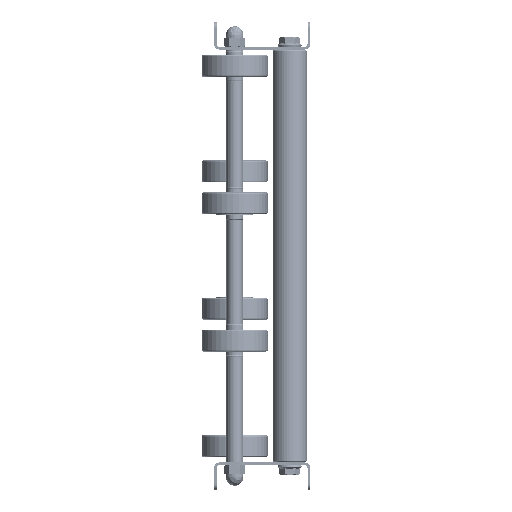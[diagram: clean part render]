
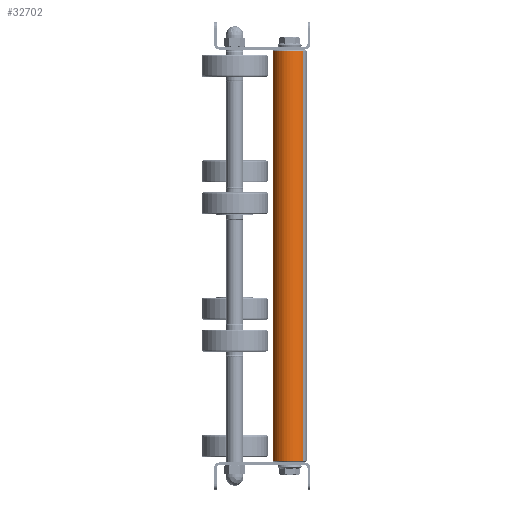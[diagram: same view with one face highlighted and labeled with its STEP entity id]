
A CAD part, left-side view. The second image highlights one B-rep face of the part: STEP entity #32702.
In plain terms, the highlighted cylindrical face has radius 12.5 mm (diameter 25 mm), a partial arc.
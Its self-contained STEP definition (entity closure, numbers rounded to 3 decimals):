
#1388 = DIRECTION ( 'NONE',  ( -1., 0., 0. ) ) ;
#2295 = VECTOR ( 'NONE', #39664, 1000. ) ;
#3194 = AXIS2_PLACEMENT_3D ( 'NONE', #30677, #1388, #27470 ) ;
#4348 = DIRECTION ( 'NONE',  ( -1., 0., 0. ) ) ;
#4527 = CARTESIAN_POINT ( 'NONE',  ( 1., 0., -12.5 ) ) ;
#6063 = EDGE_LOOP ( 'NONE', ( #23314, #40345, #41521, #27978 ) ) ;
#7131 = VECTOR ( 'NONE', #4348, 1000. ) ;
#7898 = CARTESIAN_POINT ( 'NONE',  ( 299., 0., 12.5 ) ) ;
#8557 = DIRECTION ( 'NONE',  ( -1., 0., 0. ) ) ;
#9362 = DIRECTION ( 'NONE',  ( 0., 0., -1. ) ) ;
#10232 = AXIS2_PLACEMENT_3D ( 'NONE', #16427, #39048, #9362 ) ;
#10766 = CARTESIAN_POINT ( 'NONE',  ( 300., 0., 12.5 ) ) ;
#11016 = EDGE_CURVE ( 'NONE', #31456, #14069, #34723, .T. ) ;
#12602 = FACE_OUTER_BOUND ( 'NONE', #6063, .T. ) ;
#14069 = VERTEX_POINT ( 'NONE', #4527 ) ;
#16427 = CARTESIAN_POINT ( 'NONE',  ( 1., 0., 0. ) ) ;
#17221 = EDGE_CURVE ( 'NONE', #40513, #31456, #37026, .T. ) ;
#23314 = ORIENTED_EDGE ( 'NONE', *, *, #25023, .F. ) ;
#23677 = CIRCLE ( 'NONE', #3194, 12.5 ) ;
#25023 = EDGE_CURVE ( 'NONE', #33776, #14069, #36892, .T. ) ;
#25654 = CYLINDRICAL_SURFACE ( 'NONE', #28225, 12.5 ) ;
#27088 = CARTESIAN_POINT ( 'NONE',  ( 300., 0., -12.5 ) ) ;
#27470 = DIRECTION ( 'NONE',  ( 0., 0., -1. ) ) ;
#27873 = EDGE_CURVE ( 'NONE', #33776, #40513, #23677, .T. ) ;
#27978 = ORIENTED_EDGE ( 'NONE', *, *, #11016, .T. ) ;
#28225 = AXIS2_PLACEMENT_3D ( 'NONE', #35022, #8557, #34613 ) ;
#30677 = CARTESIAN_POINT ( 'NONE',  ( 299., 0., 0. ) ) ;
#30846 = CARTESIAN_POINT ( 'NONE',  ( 299., 0., -12.5 ) ) ;
#31456 = VERTEX_POINT ( 'NONE', #38637 ) ;
#32702 = ADVANCED_FACE ( 'NONE', ( #12602 ), #25654, .T. ) ;
#33776 = VERTEX_POINT ( 'NONE', #30846 ) ;
#34613 = DIRECTION ( 'NONE',  ( 0., 0., 1. ) ) ;
#34723 = CIRCLE ( 'NONE', #10232, 12.5 ) ;
#35022 = CARTESIAN_POINT ( 'NONE',  ( 300., 0., 0. ) ) ;
#36892 = LINE ( 'NONE', #27088, #2295 ) ;
#37026 = LINE ( 'NONE', #10766, #7131 ) ;
#38637 = CARTESIAN_POINT ( 'NONE',  ( 1., 0., 12.5 ) ) ;
#39048 = DIRECTION ( 'NONE',  ( 1., 0., 0. ) ) ;
#39664 = DIRECTION ( 'NONE',  ( -1., 0., 0. ) ) ;
#40345 = ORIENTED_EDGE ( 'NONE', *, *, #27873, .T. ) ;
#40513 = VERTEX_POINT ( 'NONE', #7898 ) ;
#41521 = ORIENTED_EDGE ( 'NONE', *, *, #17221, .T. ) ;
